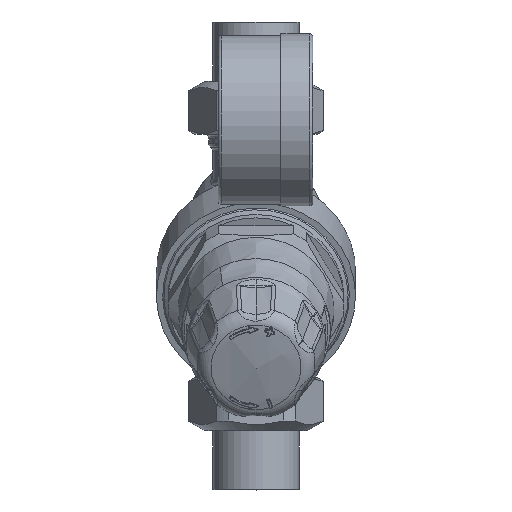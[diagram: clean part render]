
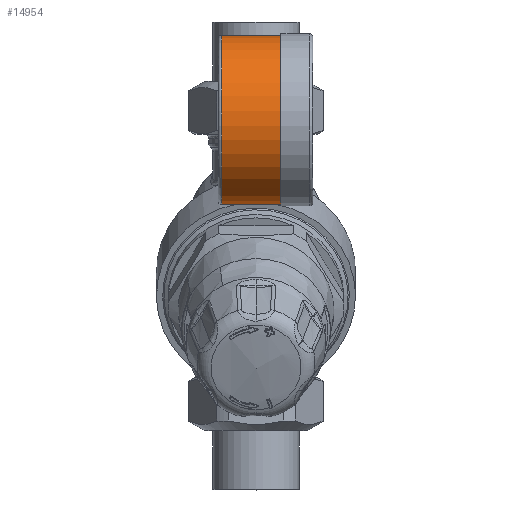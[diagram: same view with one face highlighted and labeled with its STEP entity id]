
A CAD part, top view. The second image highlights one B-rep face of the part: STEP entity #14954.
In plain terms, the highlighted cylindrical face has radius 25.5 mm (diameter 51 mm), a full revolution.
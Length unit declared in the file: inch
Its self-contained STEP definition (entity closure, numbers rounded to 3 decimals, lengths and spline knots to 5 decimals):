
#1346=FACE_BOUND('',#3521,.T.);
#1738=CYLINDRICAL_SURFACE('',#16533,1.00394);
#2606=FACE_OUTER_BOUND('',#3520,.T.);
#3520=EDGE_LOOP('',(#13111,#13112,#13113,#13114,#13115));
#3521=EDGE_LOOP('',(#13116,#13117,#13118,#13119));
#4018=LINE('',#49015,#4510);
#4026=LINE('',#49034,#4518);
#4030=LINE('',#49084,#4522);
#4510=VECTOR('',#20072,0.3937);
#4518=VECTOR('',#20090,0.3937);
#4522=VECTOR('',#20138,1.00394);
#5323=CIRCLE('',#16510,1.00394);
#5324=CIRCLE('',#16512,1.00394);
#5339=CIRCLE('',#16534,1.00394);
#5340=CIRCLE('',#16535,1.00394);
#5341=CIRCLE('',#16536,1.00394);
#6653=VERTEX_POINT('',#49013);
#6654=VERTEX_POINT('',#49014);
#6657=VERTEX_POINT('',#49022);
#6659=VERTEX_POINT('',#49028);
#6673=VERTEX_POINT('',#49079);
#6674=VERTEX_POINT('',#49080);
#6675=VERTEX_POINT('',#49083);
#8798=EDGE_CURVE('',#6653,#6654,#4018,.T.);
#8802=EDGE_CURVE('',#6657,#6653,#5323,.T.);
#8805=EDGE_CURVE('',#6654,#6659,#5324,.T.);
#8808=EDGE_CURVE('',#6659,#6657,#4026,.T.);
#8826=EDGE_CURVE('',#6673,#6674,#5339,.T.);
#8827=EDGE_CURVE('',#6674,#6673,#5340,.T.);
#8828=EDGE_CURVE('',#6674,#6675,#4030,.T.);
#8829=EDGE_CURVE('',#6675,#6675,#5341,.T.);
#13111=ORIENTED_EDGE('',*,*,#8826,.F.);
#13112=ORIENTED_EDGE('',*,*,#8827,.F.);
#13113=ORIENTED_EDGE('',*,*,#8828,.T.);
#13114=ORIENTED_EDGE('',*,*,#8829,.F.);
#13115=ORIENTED_EDGE('',*,*,#8828,.F.);
#13116=ORIENTED_EDGE('',*,*,#8802,.T.);
#13117=ORIENTED_EDGE('',*,*,#8798,.T.);
#13118=ORIENTED_EDGE('',*,*,#8805,.T.);
#13119=ORIENTED_EDGE('',*,*,#8808,.T.);
#14954=ADVANCED_FACE('',(#2606,#1346),#1738,.T.);
#16510=AXIS2_PLACEMENT_3D('',#49023,#20078,#20079);
#16512=AXIS2_PLACEMENT_3D('',#49029,#20084,#20085);
#16533=AXIS2_PLACEMENT_3D('',#49078,#20132,#20133);
#16534=AXIS2_PLACEMENT_3D('',#49081,#20134,#20135);
#16535=AXIS2_PLACEMENT_3D('',#49082,#20136,#20137);
#16536=AXIS2_PLACEMENT_3D('',#49085,#20139,#20140);
#20072=DIRECTION('',(-1.,0.,0.));
#20078=DIRECTION('center_axis',(1.,0.,0.));
#20079=DIRECTION('ref_axis',(0.,-0.961,0.276));
#20084=DIRECTION('center_axis',(-1.,0.,0.));
#20085=DIRECTION('ref_axis',(0.,-0.961,0.276));
#20090=DIRECTION('',(1.,0.,0.));
#20132=DIRECTION('center_axis',(-1.,0.,0.));
#20133=DIRECTION('ref_axis',(0.,-0.961,0.276));
#20134=DIRECTION('center_axis',(-1.,0.,0.));
#20135=DIRECTION('ref_axis',(0.,-0.961,0.276));
#20136=DIRECTION('center_axis',(-1.,0.,0.));
#20137=DIRECTION('ref_axis',(0.,-0.961,0.276));
#20138=DIRECTION('',(1.,0.,0.));
#20139=DIRECTION('center_axis',(1.,0.,0.));
#20140=DIRECTION('ref_axis',(0.,-0.961,0.276));
#49013=CARTESIAN_POINT('',(0.24498,1.33091,2.16524));
#49014=CARTESIAN_POINT('',(-0.24498,1.33091,2.16524));
#49015=CARTESIAN_POINT('',(-0.44875,1.33091,2.16524));
#49022=CARTESIAN_POINT('',(0.24498,0.85995,2.30038));
#49023=CARTESIAN_POINT('Origin',(0.24498,1.36395,3.16864));
#49028=CARTESIAN_POINT('',(-0.24498,0.85995,2.30038));
#49029=CARTESIAN_POINT('Origin',(-0.24498,1.36395,3.16864));
#49034=CARTESIAN_POINT('',(-0.44875,0.85995,2.30038));
#49078=CARTESIAN_POINT('Origin',(-0.44875,1.36395,3.16864));
#49079=CARTESIAN_POINT('',(-0.40938,0.3989,3.44536));
#49080=CARTESIAN_POINT('',(-0.40938,2.32899,2.89191));
#49081=CARTESIAN_POINT('Origin',(-0.40938,1.36395,3.16864));
#49082=CARTESIAN_POINT('Origin',(-0.40938,1.36395,3.16864));
#49083=CARTESIAN_POINT('',(0.29534,2.32899,2.89191));
#49084=CARTESIAN_POINT('',(-0.44875,2.32899,2.89191));
#49085=CARTESIAN_POINT('Origin',(0.29534,1.36395,3.16864));
